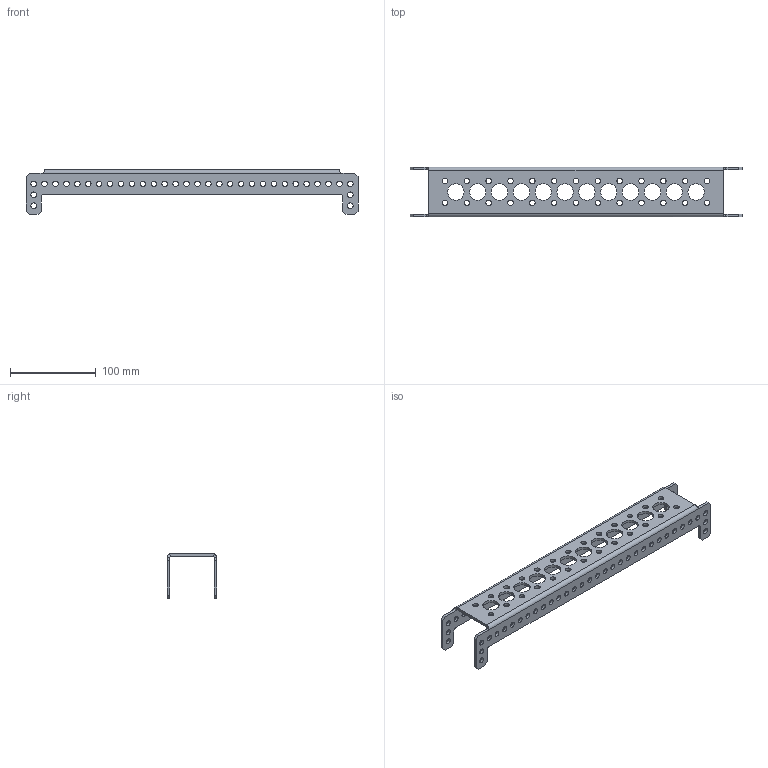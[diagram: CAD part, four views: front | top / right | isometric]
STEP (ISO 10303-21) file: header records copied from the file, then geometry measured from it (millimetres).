
FILE_DESCRIPTION (( 'STEP AP203' ), '1' );
FILE_NAME ('217-2593-018 Rev1.STEP', '2013-01-10T20:51:53', ( '' ), ( '' ), 'SwSTEP 2.0', 'SolidWorks 2012', '' );
FILE_SCHEMA (( 'CONFIG_CONTROL_DESIGN' ));
Length unit declared in the file: inch
Products named in the file (1): 217-2593-018 Rev1
Bounding box: 386.13 x 57.78 x 52.02 mm (x, y, z)
Volume: 106757.8 mm3; surface area: 79415.5 mm2
Topology: 1 solids, 1 shells, 266 faces, 776 edges, 512 vertices
Faces by surface type: cylinder 220, plane 42, bspline 4
Entity records: 9765 total; most frequent: CARTESIAN_POINT 1829, DIRECTION 1726, ORIENTED_EDGE 1552, EDGE_CURVE 776, AXIS2_PLACEMENT_3D 703, VERTEX_POINT 512, EDGE_LOOP 478, CIRCLE 440
